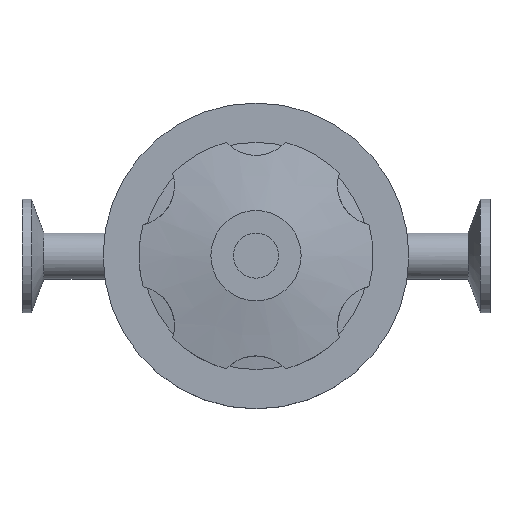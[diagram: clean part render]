
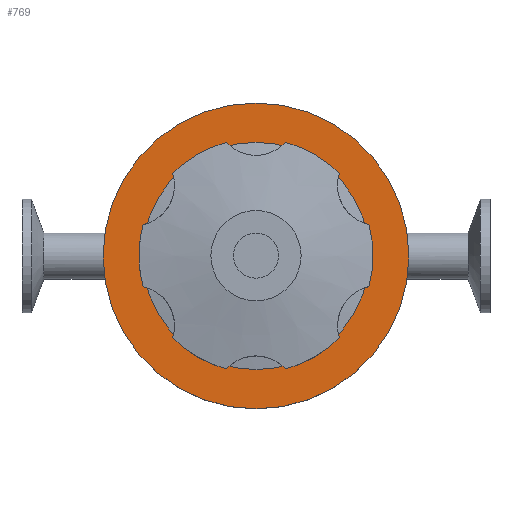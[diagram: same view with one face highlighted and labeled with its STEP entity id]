
A CAD part, top view. The second image highlights one B-rep face of the part: STEP entity #769.
In plain terms, the highlighted planar face has unit normal (0, 0, 1).
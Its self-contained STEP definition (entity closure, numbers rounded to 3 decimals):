
#31=FACE_BOUND('',#144,.T.);
#42=PLANE('',#884);
#85=FACE_OUTER_BOUND('',#143,.T.);
#143=EDGE_LOOP('',(#656));
#144=EDGE_LOOP('',(#657));
#203=CIRCLE('',#883,45.75);
#204=CIRCLE('',#885,34.);
#361=VERTEX_POINT('',#1593);
#362=VERTEX_POINT('',#1597);
#460=EDGE_CURVE('',#361,#361,#203,.T.);
#462=EDGE_CURVE('',#362,#362,#204,.T.);
#656=ORIENTED_EDGE('',*,*,#460,.T.);
#657=ORIENTED_EDGE('',*,*,#462,.F.);
#769=ADVANCED_FACE('',(#85,#31),#42,.T.);
#883=AXIS2_PLACEMENT_3D('',#1594,#1097,#1098);
#884=AXIS2_PLACEMENT_3D('',#1596,#1100,#1101);
#885=AXIS2_PLACEMENT_3D('',#1598,#1102,#1103);
#1097=DIRECTION('center_axis',(0.,0.,1.));
#1098=DIRECTION('ref_axis',(1.,0.,0.));
#1100=DIRECTION('center_axis',(0.,0.,1.));
#1101=DIRECTION('ref_axis',(1.,0.,0.));
#1102=DIRECTION('center_axis',(0.,0.,1.));
#1103=DIRECTION('ref_axis',(1.,0.,0.));
#1593=CARTESIAN_POINT('',(-45.75,0.,26.));
#1594=CARTESIAN_POINT('Origin',(0.,0.,26.));
#1596=CARTESIAN_POINT('Origin',(34.,0.,26.));
#1597=CARTESIAN_POINT('',(-34.,0.,26.));
#1598=CARTESIAN_POINT('Origin',(0.,0.,26.));
